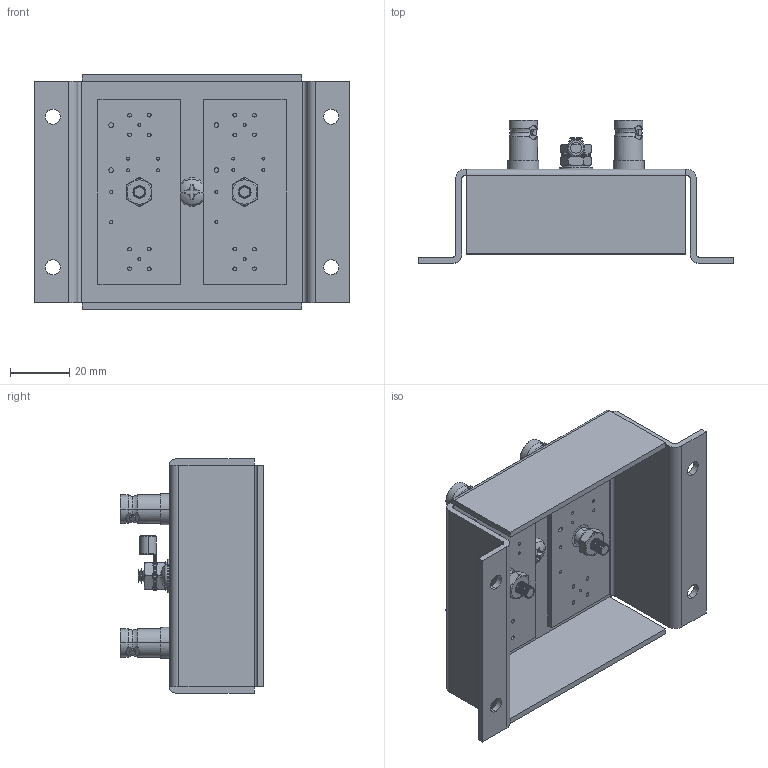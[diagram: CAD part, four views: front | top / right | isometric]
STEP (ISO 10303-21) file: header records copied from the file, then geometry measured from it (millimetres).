
FILE_DESCRIPTION (( 'STEP AP214' ), '1' );
FILE_NAME ('CMSP-VIDEO-2.STEP', '2013-11-20T16:07:23', ( 'L-Com' ), ( 'L-Com Global Connectivity' ), 'SwSTEP 2.0', 'SolidWorks 2012', '' );
FILE_SCHEMA (( 'AUTOMOTIVE_DESIGN' ));
Length unit declared in the file: inch
Products named in the file (12): HYP327 Rev-1; XFW-0026; XFN-0018; 1AJ03-012; 1AJ02-057; XCT-0005; XFN-0003; XFW-0002; XFW-0004; XFS-0016; 1AG02-060; CMSP-VIDEO-2
Assembly tree (21 placements, depth 2):
  CMSP-VIDEO-2
    1AG02-060
    XFS-0016
    XFW-0004
    XFW-0002
    XFN-0003  x2
    XCT-0005
    1AJ02-057  x2
    1AJ03-012  x4
    XFN-0018  x4
    XFW-0026  x2
    HYP327 Rev-1  x2
Bounding box: 106.68 x 48.35 x 79.03 mm (x, y, z)
Volume: 43677.7 mm3; surface area: 48541 mm2
Topology: 21 solids, 21 shells, 1465 faces, 3501 edges, 2103 vertices
Faces by surface type: cone 558, cylinder 401, plane 373, torus 119, bspline 14
Entity records: 30075 total; most frequent: CARTESIAN_POINT 5640, DIRECTION 4301, ORIENTED_EDGE 3838, EDGE_CURVE 1919, AXIS2_PLACEMENT_3D 1698, VERTEX_POINT 1161, VECTOR 905, LINE 905
